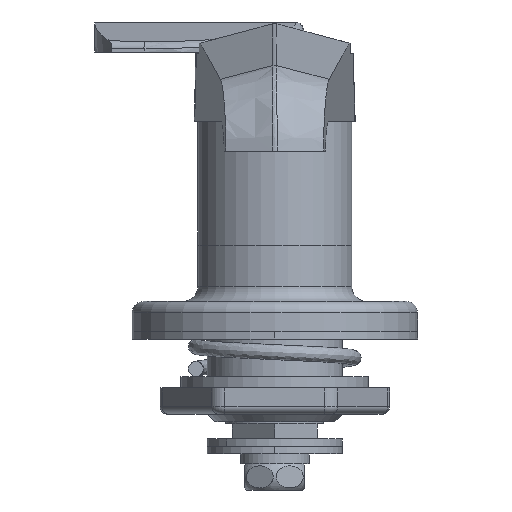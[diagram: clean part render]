
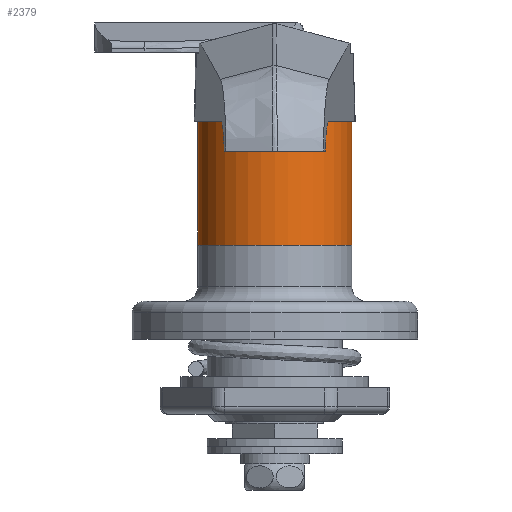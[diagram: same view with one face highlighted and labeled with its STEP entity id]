
A CAD part, front view. The second image highlights one B-rep face of the part: STEP entity #2379.
In plain terms, the highlighted cylindrical face has radius 10.25 mm (diameter 20.5 mm), a partial arc.
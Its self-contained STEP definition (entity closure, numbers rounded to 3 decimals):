
#860 = EDGE_LOOP ( 'NONE', ( #3147, #3148, #3146, #3150 ) ) ;
#1353 = CIRCLE ( 'NONE', #10334, 10.25 ) ;
#1359 = CIRCLE ( 'NONE', #10011, 10.25 ) ;
#1422 = VERTEX_POINT ( 'NONE', #2623 ) ;
#1423 = VERTEX_POINT ( 'NONE', #2624 ) ;
#1424 = VERTEX_POINT ( 'NONE', #2625 ) ;
#1425 = VERTEX_POINT ( 'NONE', #2626 ) ;
#2379 = ADVANCED_FACE ( 'NONE', ( #10508 ), #10506, .T. ) ;
#2502 = EDGE_CURVE ( 'NONE', #1422, #1425, #6861, .T. ) ;
#2623 = CARTESIAN_POINT ( 'NONE',  ( 10.25, 0., -16.5 ) ) ;
#2624 = CARTESIAN_POINT ( 'NONE',  ( -10.25, 0., -16.5 ) ) ;
#2625 = CARTESIAN_POINT ( 'NONE',  ( -10.25, 0., 0. ) ) ;
#2626 = CARTESIAN_POINT ( 'NONE',  ( 10.25, 0., 0. ) ) ;
#3146 = ORIENTED_EDGE ( 'NONE', *, *, #2502, .T. ) ;
#3147 = ORIENTED_EDGE ( 'NONE', *, *, #4159, .F. ) ;
#3148 = ORIENTED_EDGE ( 'NONE', *, *, #3756, .T. ) ;
#3150 = ORIENTED_EDGE ( 'NONE', *, *, #3694, .F. ) ;
#3694 = EDGE_CURVE ( 'NONE', #1424, #1425, #1353, .T. ) ;
#3756 = EDGE_CURVE ( 'NONE', #1423, #1422, #1359, .T. ) ;
#4159 = EDGE_CURVE ( 'NONE', #1423, #1424, #8862, .T. ) ;
#5317 = CARTESIAN_POINT ( 'NONE',  ( 0., 0., 2. ) ) ;
#5862 = DIRECTION ( 'NONE',  ( 0., 0., 1. ) ) ;
#5863 = DIRECTION ( 'NONE',  ( 1., 0., 0. ) ) ;
#6861 = LINE ( 'NONE', #6862, #10319 ) ;
#6862 = CARTESIAN_POINT ( 'NONE',  ( 10.25, 0., 2. ) ) ;
#6863 = DIRECTION ( 'NONE',  ( 0., 0., 1. ) ) ;
#6908 = CARTESIAN_POINT ( 'NONE',  ( 0., 0., 0. ) ) ;
#6912 = DIRECTION ( 'NONE',  ( 0., 0., 1. ) ) ;
#6913 = DIRECTION ( 'NONE',  ( -1., 0., 0. ) ) ;
#7429 = CARTESIAN_POINT ( 'NONE',  ( 0., 0., -16.5 ) ) ;
#7430 = DIRECTION ( 'NONE',  ( 0., 0., 1. ) ) ;
#7431 = DIRECTION ( 'NONE',  ( 1., 0., 0. ) ) ;
#8862 = LINE ( 'NONE', #8863, #9557 ) ;
#8863 = CARTESIAN_POINT ( 'NONE',  ( -10.25, 0., 2. ) ) ;
#8864 = DIRECTION ( 'NONE',  ( 0., 0., 1. ) ) ;
#9557 = VECTOR ( 'NONE', #8864, 1000. ) ;
#10011 = AXIS2_PLACEMENT_3D ( 'NONE', #7429, #7430, #7431 ) ;
#10319 = VECTOR ( 'NONE', #6863, 1000. ) ;
#10334 = AXIS2_PLACEMENT_3D ( 'NONE', #6908, #6912, #6913 ) ;
#10505 = AXIS2_PLACEMENT_3D ( 'NONE', #5317, #5862, #5863 ) ;
#10506 = CYLINDRICAL_SURFACE ( 'NONE', #10505, 10.25 ) ;
#10508 = FACE_OUTER_BOUND ( 'NONE', #860, .T. ) ;
